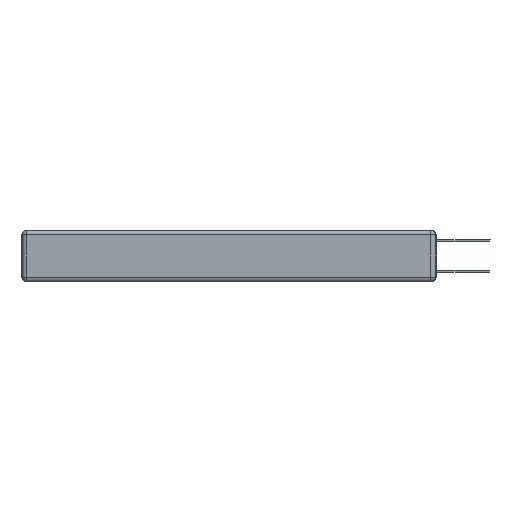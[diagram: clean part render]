
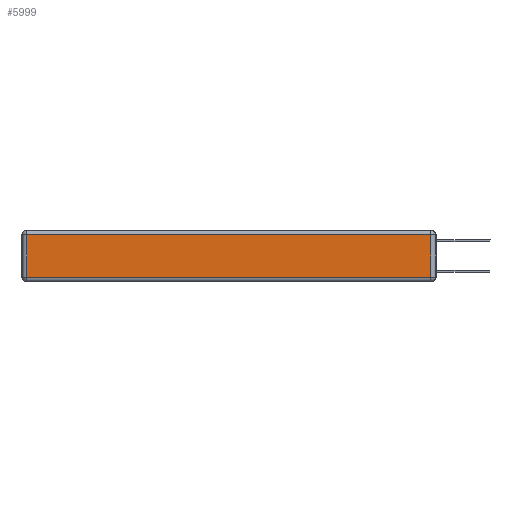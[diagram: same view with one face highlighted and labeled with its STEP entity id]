
A CAD part, left-side view. The second image highlights one B-rep face of the part: STEP entity #5999.
In plain terms, the highlighted planar face has unit normal (-1, 0, 0).
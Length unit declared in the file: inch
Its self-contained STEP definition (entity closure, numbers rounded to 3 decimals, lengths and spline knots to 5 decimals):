
#297 = AXIS2_PLACEMENT_3D ( 'NONE', #7327, #7121, #2216 ) ;
#860 = CARTESIAN_POINT ( 'NONE',  ( 0., 2.72, -0.03 ) ) ;
#1704 = CARTESIAN_POINT ( 'NONE',  ( 0., 2.72, -0.313 ) ) ;
#1831 = ORIENTED_EDGE ( 'NONE', *, *, #5149, .T. ) ;
#2216 = DIRECTION ( 'NONE',  ( 0., 0., 1. ) ) ;
#2226 = DIRECTION ( 'NONE',  ( 0., 0., -1. ) ) ;
#3586 = EDGE_CURVE ( 'NONE', #9139, #9905, #9076, .T. ) ;
#3692 = CARTESIAN_POINT ( 'NONE',  ( 0., 0.03, -0.03 ) ) ;
#4215 = VECTOR ( 'NONE', #2226, 39.37008 ) ;
#5149 = EDGE_CURVE ( 'NONE', #9905, #16778, #10161, .T. ) ;
#5279 = CARTESIAN_POINT ( 'NONE',  ( 0., 2.75, -0.03 ) ) ;
#5999 = ADVANCED_FACE ( 'NONE', ( #8575 ), #14994, .T. ) ;
#6035 = ORIENTED_EDGE ( 'NONE', *, *, #17600, .T. ) ;
#6315 = VERTEX_POINT ( 'NONE', #1704 ) ;
#7121 = DIRECTION ( 'NONE',  ( -1., 0., 0. ) ) ;
#7327 = CARTESIAN_POINT ( 'NONE',  ( 0., 0., -0.343 ) ) ;
#8575 = FACE_OUTER_BOUND ( 'NONE', #17490, .T. ) ;
#8673 = VECTOR ( 'NONE', #16515, 39.37008 ) ;
#8983 = CARTESIAN_POINT ( 'NONE',  ( 0., 0.03, -0.343 ) ) ;
#9076 = LINE ( 'NONE', #8983, #12997 ) ;
#9139 = VERTEX_POINT ( 'NONE', #12529 ) ;
#9905 = VERTEX_POINT ( 'NONE', #3692 ) ;
#10161 = LINE ( 'NONE', #5279, #8673 ) ;
#10189 = CARTESIAN_POINT ( 'NONE',  ( 0., 2.72, -0.343 ) ) ;
#11736 = LINE ( 'NONE', #10189, #4215 ) ;
#12046 = DIRECTION ( 'NONE',  ( 0., -1., 0. ) ) ;
#12529 = CARTESIAN_POINT ( 'NONE',  ( 0., 0.03, -0.313 ) ) ;
#12997 = VECTOR ( 'NONE', #13574, 39.37008 ) ;
#13479 = CARTESIAN_POINT ( 'NONE',  ( 0., 0., -0.313 ) ) ;
#13574 = DIRECTION ( 'NONE',  ( 0., 0., 1. ) ) ;
#14994 = PLANE ( 'NONE',  #297 ) ;
#16515 = DIRECTION ( 'NONE',  ( 0., 1., 0. ) ) ;
#16625 = VECTOR ( 'NONE', #12046, 39.37008 ) ;
#16740 = LINE ( 'NONE', #13479, #16625 ) ;
#16778 = VERTEX_POINT ( 'NONE', #860 ) ;
#17490 = EDGE_LOOP ( 'NONE', ( #18246, #19268, #1831, #6035 ) ) ;
#17600 = EDGE_CURVE ( 'NONE', #16778, #6315, #11736, .T. ) ;
#17741 = EDGE_CURVE ( 'NONE', #6315, #9139, #16740, .T. ) ;
#18246 = ORIENTED_EDGE ( 'NONE', *, *, #17741, .T. ) ;
#19268 = ORIENTED_EDGE ( 'NONE', *, *, #3586, .T. ) ;
